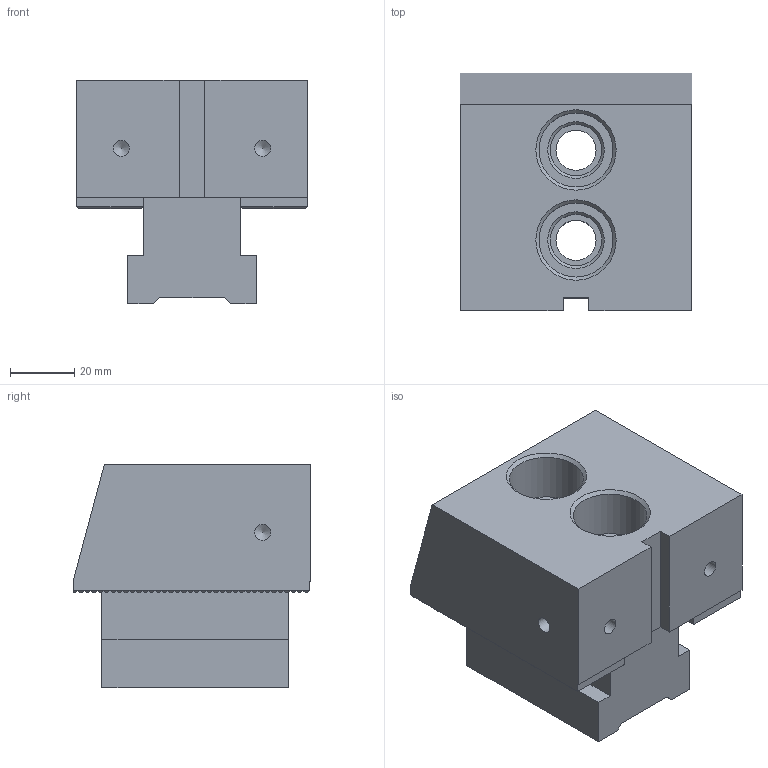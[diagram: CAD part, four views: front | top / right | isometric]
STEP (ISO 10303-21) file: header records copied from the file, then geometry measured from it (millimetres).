
FILE_DESCRIPTION( ( 'Unknown' ), '1' );
FILE_NAME( 'SVF-AB02-72.stp', 'Unknown', ( 'Unknown' ), ( 'Unknown' ), 'PSStep 17.0.49', 'Unknown', ' ' );
FILE_SCHEMA( ( 'AUTOMOTIVE_DESIGN { 1 0 10303 214 1 1 1 1 }' ) );
Length unit declared in the file: millimetre
Products named in the file (3): Assem1; 1-SVF-AB02-72-1; 1-SVF-AB02-72-2
Assembly tree (2 placements, depth 2):
  Assem1
    1-SVF-AB02-72-1
    1-SVF-AB02-72-2
Bounding box: 72 x 74 x 69.65 mm (x, y, z)
Volume: 223935.6 mm3; surface area: 39157.2 mm2
Topology: 2 solids, 2 shells, 275 faces, 805 edges, 536 vertices
Faces by surface type: plane 255, cone 10, cylinder 10
Full cylindrical faces by diameter (mm): 5 x4, 12.5 x2, 16 x2, 23 x2
Entity records: 11027 total; most frequent: CARTESIAN_POINT 1579, ORIENTED_EDGE 1546, DIRECTION 1355, EDGE_CURVE 773, LINE 747, VECTOR 747, VERTEX_POINT 528, EDGE_LOOP 305
